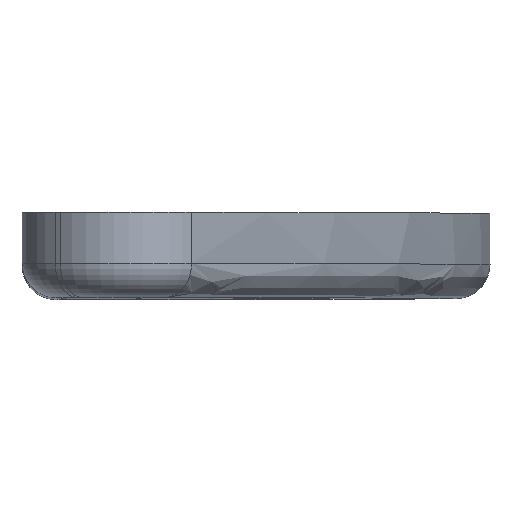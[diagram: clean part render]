
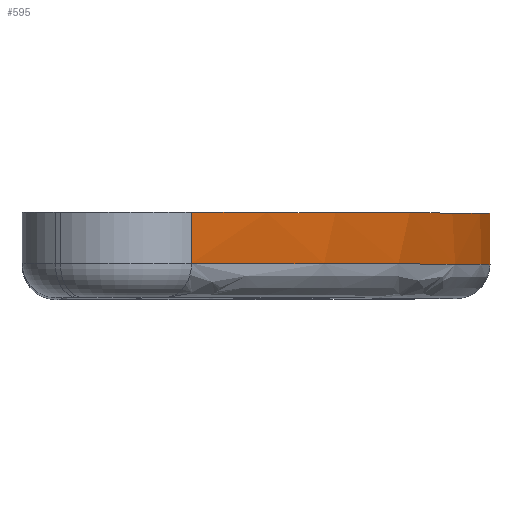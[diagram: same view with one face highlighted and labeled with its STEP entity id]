
A CAD part, top view. The second image highlights one B-rep face of the part: STEP entity #595.
In plain terms, the highlighted free-form (B-spline) face has degree [3, 1] with [14, 2] control points.
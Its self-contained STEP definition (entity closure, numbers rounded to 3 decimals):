
#27 = CARTESIAN_POINT ( 'NONE',  ( 55.338, -0.5, 17.192 ) ) ;
#75 = CARTESIAN_POINT ( 'NONE',  ( 61.843, -0.5, 0. ) ) ;
#79 = B_SPLINE_CURVE_WITH_KNOTS ( 'NONE', 3,
 ( #958, #1072, #250, #792, #180, #354, #253, #602, #967, #417, #783, #978, #777, #268 ),
 .UNSPECIFIED., .F., .F.,
 ( 4, 2, 2, 2, 2, 2, 4 ),
 ( 0., 0.125, 0.25, 0.5, 0.625, 0.75, 1. ),
 .UNSPECIFIED. ) ;
#86 = CARTESIAN_POINT ( 'NONE',  ( 60.638, -0.5, 7.375 ) ) ;
#91 = FACE_OUTER_BOUND ( 'NONE', #171, .T. ) ;
#150 = CARTESIAN_POINT ( 'NONE',  ( 61.843, -0.5, 0. ) ) ;
#160 = CARTESIAN_POINT ( 'NONE',  ( 53.08, -1.5, 20.174 ) ) ;
#169 = CARTESIAN_POINT ( 'NONE',  ( 54.234, -0.5, 18.7 ) ) ;
#171 = EDGE_LOOP ( 'NONE', ( #909, #241, #1076, #257 ) ) ;
#179 = CARTESIAN_POINT ( 'NONE',  ( 56.879, 1., 14.849 ) ) ;
#180 = CARTESIAN_POINT ( 'NONE',  ( 61.351, 1., 4.646 ) ) ;
#191 = VECTOR ( 'NONE', #578, 1000. ) ;
#218 = CARTESIAN_POINT ( 'NONE',  ( 59.962, -0.5, 9.106 ) ) ;
#236 = EDGE_CURVE ( 'NONE', #295, #700, #315, .T. ) ;
#241 = ORIENTED_EDGE ( 'NONE', *, *, #1041, .T. ) ;
#249 = CARTESIAN_POINT ( 'NONE',  ( 61.534, -0.5, 3.727 ) ) ;
#250 = CARTESIAN_POINT ( 'NONE',  ( 61.78, 1., 1.875 ) ) ;
#252 = CARTESIAN_POINT ( 'NONE',  ( 57.374, -0.5, 14.052 ) ) ;
#253 = CARTESIAN_POINT ( 'NONE',  ( 59.962, 1., 9.106 ) ) ;
#257 = ORIENTED_EDGE ( 'NONE', *, *, #265, .T. ) ;
#260 = CARTESIAN_POINT ( 'NONE',  ( 57.374, 1., 14.052 ) ) ;
#265 = EDGE_CURVE ( 'NONE', #700, #458, #79, .T. ) ;
#268 = CARTESIAN_POINT ( 'NONE',  ( 53.08, 1., 20.174 ) ) ;
#289 = CARTESIAN_POINT ( 'NONE',  ( 56.879, -0.5, 14.849 ) ) ;
#295 = VERTEX_POINT ( 'NONE', #75 ) ;
#315 = LINE ( 'NONE', #395, #191 ) ;
#321 = CARTESIAN_POINT ( 'NONE',  ( 60.638, -0.5, 7.375 ) ) ;
#331 = CARTESIAN_POINT ( 'NONE',  ( 56.879, -0.5, 14.849 ) ) ;
#354 = CARTESIAN_POINT ( 'NONE',  ( 60.638, 1., 7.375 ) ) ;
#359 = B_SPLINE_CURVE_WITH_KNOTS ( 'NONE', 3,
 ( #818, #730, #27, #289, #1019, #640, #1006, #218, #321, #490, #568, #506, #1025, #150 ),
 .UNSPECIFIED., .F., .F.,
 ( 4, 2, 2, 2, 2, 2, 4 ),
 ( 0., 0.25, 0.375, 0.5, 0.75, 0.875, 1. ),
 .UNSPECIFIED. ) ;
#395 = CARTESIAN_POINT ( 'NONE',  ( 61.843, -1.5, 0. ) ) ;
#414 = VERTEX_POINT ( 'NONE', #815 ) ;
#416 = CARTESIAN_POINT ( 'NONE',  ( 55.338, -0.5, 17.192 ) ) ;
#417 = CARTESIAN_POINT ( 'NONE',  ( 57.374, 1., 14.052 ) ) ;
#427 = CARTESIAN_POINT ( 'NONE',  ( 61.78, 1., 1.875 ) ) ;
#430 = CARTESIAN_POINT ( 'NONE',  ( 61.843, 1., 0.942 ) ) ;
#434 = CARTESIAN_POINT ( 'NONE',  ( 59.962, 1., 9.106 ) ) ;
#458 = VERTEX_POINT ( 'NONE', #893 ) ;
#490 = CARTESIAN_POINT ( 'NONE',  ( 61.351, -0.5, 4.646 ) ) ;
#506 = CARTESIAN_POINT ( 'NONE',  ( 61.78, -0.5, 1.875 ) ) ;
#512 = CARTESIAN_POINT ( 'NONE',  ( 54.234, 1., 18.7 ) ) ;
#524 = CARTESIAN_POINT ( 'NONE',  ( 61.843, -0.5, 0.942 ) ) ;
#568 = CARTESIAN_POINT ( 'NONE',  ( 61.534, -0.5, 3.727 ) ) ;
#578 = DIRECTION ( 'NONE',  ( 0., 1., 0. ) ) ;
#589 = CARTESIAN_POINT ( 'NONE',  ( 59.962, -0.5, 9.106 ) ) ;
#595 = ADVANCED_FACE ( 'NONE', ( #91 ), #1089, .F. ) ;
#602 = CARTESIAN_POINT ( 'NONE',  ( 58.747, 1., 11.614 ) ) ;
#611 = LINE ( 'NONE', #160, #689 ) ;
#613 = CARTESIAN_POINT ( 'NONE',  ( 58.747, -0.5, 11.614 ) ) ;
#629 = DIRECTION ( 'NONE',  ( 0., 1., 0. ) ) ;
#640 = CARTESIAN_POINT ( 'NONE',  ( 58.308, -0.5, 12.435 ) ) ;
#689 = VECTOR ( 'NONE', #629, 1000. ) ;
#700 = VERTEX_POINT ( 'NONE', #804 ) ;
#701 = CARTESIAN_POINT ( 'NONE',  ( 58.747, 1., 11.614 ) ) ;
#730 = CARTESIAN_POINT ( 'NONE',  ( 54.234, -0.5, 18.7 ) ) ;
#777 = CARTESIAN_POINT ( 'NONE',  ( 54.234, 1., 18.7 ) ) ;
#783 = CARTESIAN_POINT ( 'NONE',  ( 56.879, 1., 14.849 ) ) ;
#788 = CARTESIAN_POINT ( 'NONE',  ( 61.351, -0.5, 4.646 ) ) ;
#791 = CARTESIAN_POINT ( 'NONE',  ( 61.534, 1., 3.727 ) ) ;
#792 = CARTESIAN_POINT ( 'NONE',  ( 61.534, 1., 3.727 ) ) ;
#804 = CARTESIAN_POINT ( 'NONE',  ( 61.843, 1., 0. ) ) ;
#815 = CARTESIAN_POINT ( 'NONE',  ( 53.08, -0.5, 20.174 ) ) ;
#818 = CARTESIAN_POINT ( 'NONE',  ( 53.08, -0.5, 20.174 ) ) ;
#858 = EDGE_CURVE ( 'NONE', #414, #458, #611, .T. ) ;
#886 = CARTESIAN_POINT ( 'NONE',  ( 55.338, 1., 17.192 ) ) ;
#893 = CARTESIAN_POINT ( 'NONE',  ( 53.08, 1., 20.174 ) ) ;
#909 = ORIENTED_EDGE ( 'NONE', *, *, #858, .F. ) ;
#957 = CARTESIAN_POINT ( 'NONE',  ( 53.08, 1., 20.174 ) ) ;
#958 = CARTESIAN_POINT ( 'NONE',  ( 61.843, 1., 0. ) ) ;
#966 = CARTESIAN_POINT ( 'NONE',  ( 61.843, -0.5, 0. ) ) ;
#967 = CARTESIAN_POINT ( 'NONE',  ( 58.308, 1., 12.435 ) ) ;
#978 = CARTESIAN_POINT ( 'NONE',  ( 55.338, 1., 17.192 ) ) ;
#1006 = CARTESIAN_POINT ( 'NONE',  ( 58.747, -0.5, 11.614 ) ) ;
#1019 = CARTESIAN_POINT ( 'NONE',  ( 57.374, -0.5, 14.052 ) ) ;
#1025 = CARTESIAN_POINT ( 'NONE',  ( 61.843, -0.5, 0.942 ) ) ;
#1041 = EDGE_CURVE ( 'NONE', #414, #295, #359, .T. ) ;
#1054 = CARTESIAN_POINT ( 'NONE',  ( 58.308, -0.5, 12.435 ) ) ;
#1064 = CARTESIAN_POINT ( 'NONE',  ( 61.843, 1., 0. ) ) ;
#1072 = CARTESIAN_POINT ( 'NONE',  ( 61.843, 1., 0.942 ) ) ;
#1076 = ORIENTED_EDGE ( 'NONE', *, *, #236, .T. ) ;
#1089 = B_SPLINE_SURFACE_WITH_KNOTS ( 'NONE', 3, 1, ( 
 ( #966, #1064 ),
 ( #524, #430 ),
 ( #1153, #427 ),
 ( #249, #791 ),
 ( #788, #1145 ),
 ( #86, #1149 ),
 ( #589, #434 ),
 ( #613, #701 ),
 ( #1054, #1139 ),
 ( #252, #260 ),
 ( #331, #179 ),
 ( #416, #886 ),
 ( #169, #512 ),
 ( #1134, #957 ) ),
 .UNSPECIFIED., .F., .F., .F.,
 ( 4, 2, 2, 2, 2, 2, 4 ),
 ( 2, 2 ),
 ( 0., 0.125, 0.25, 0.5, 0.625, 0.75, 1. ),
 ( 0., 1. ),
 .UNSPECIFIED. ) ;
#1134 = CARTESIAN_POINT ( 'NONE',  ( 53.08, -0.5, 20.174 ) ) ;
#1139 = CARTESIAN_POINT ( 'NONE',  ( 58.308, 1., 12.435 ) ) ;
#1145 = CARTESIAN_POINT ( 'NONE',  ( 61.351, 1., 4.646 ) ) ;
#1149 = CARTESIAN_POINT ( 'NONE',  ( 60.638, 1., 7.375 ) ) ;
#1153 = CARTESIAN_POINT ( 'NONE',  ( 61.78, -0.5, 1.875 ) ) ;
